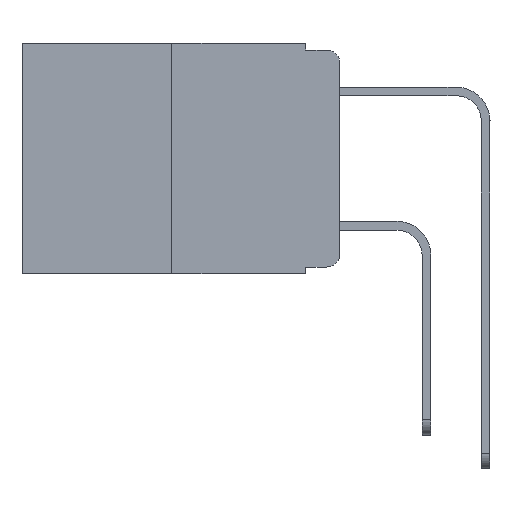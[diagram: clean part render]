
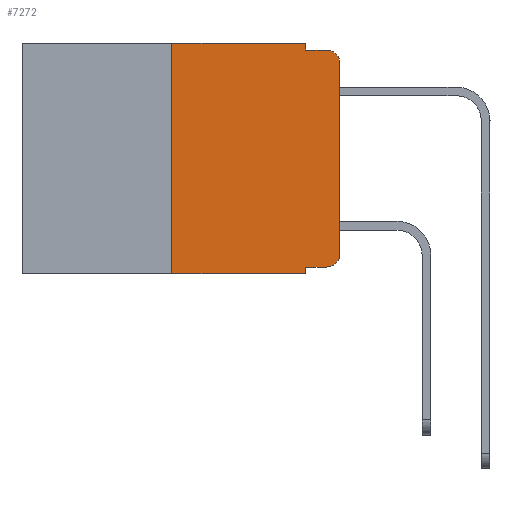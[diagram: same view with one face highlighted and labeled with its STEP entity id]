
A CAD part, left-side view. The second image highlights one B-rep face of the part: STEP entity #7272.
In plain terms, the highlighted planar face has unit normal (-1, 0, 0).
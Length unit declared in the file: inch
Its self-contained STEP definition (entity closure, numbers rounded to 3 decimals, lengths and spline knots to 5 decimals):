
#917 = CARTESIAN_POINT ( 'NONE',  ( 0., 0.02, -0.01 ) ) ;
#1293 = CIRCLE ( 'NONE', #20633, 0.02 ) ;
#1370 = VECTOR ( 'NONE', #24824, 39.37008 ) ;
#1588 = EDGE_CURVE ( 'NONE', #9878, #5839, #15985, .T. ) ;
#1688 = ORIENTED_EDGE ( 'NONE', *, *, #7872, .F. ) ;
#1942 = EDGE_CURVE ( 'NONE', #8884, #18675, #3248, .T. ) ;
#2714 = DIRECTION ( 'NONE',  ( 0., -1., 0. ) ) ;
#3248 = LINE ( 'NONE', #19449, #23424 ) ;
#3545 = AXIS2_PLACEMENT_3D ( 'NONE', #17595, #5827, #19528 ) ;
#4671 = ORIENTED_EDGE ( 'NONE', *, *, #9595, .F. ) ;
#4846 = CARTESIAN_POINT ( 'NONE',  ( 0., 0.051, 0. ) ) ;
#4862 = CARTESIAN_POINT ( 'NONE',  ( 0., 0.051, 0. ) ) ;
#5027 = CARTESIAN_POINT ( 'NONE',  ( 0., 0.051, -0.343 ) ) ;
#5111 = EDGE_LOOP ( 'NONE', ( #19308, #13750, #10512, #1688, #4671, #20669, #8990, #7870, #9984, #6383 ) ) ;
#5428 = CARTESIAN_POINT ( 'NONE',  ( 0., 0.473, -0.343 ) ) ;
#5827 = DIRECTION ( 'NONE',  ( -1., 0., 0. ) ) ;
#5839 = VERTEX_POINT ( 'NONE', #5027 ) ;
#6329 = CARTESIAN_POINT ( 'NONE',  ( 0., 0.02, -0.313 ) ) ;
#6383 = ORIENTED_EDGE ( 'NONE', *, *, #24827, .T. ) ;
#6403 = CIRCLE ( 'NONE', #3545, 0.02 ) ;
#6757 = LINE ( 'NONE', #5428, #1370 ) ;
#6862 = DIRECTION ( 'NONE',  ( 0., 0., 1. ) ) ;
#7017 = EDGE_CURVE ( 'NONE', #21137, #23222, #14025, .T. ) ;
#7272 = ADVANCED_FACE ( 'NONE', ( #7853 ), #7498, .F. ) ;
#7403 = DIRECTION ( 'NONE',  ( 0., 0., -1. ) ) ;
#7454 = VECTOR ( 'NONE', #22298, 39.37008 ) ;
#7482 = AXIS2_PLACEMENT_3D ( 'NONE', #21115, #23012, #11479 ) ;
#7498 = PLANE ( 'NONE',  #7482 ) ;
#7853 = FACE_OUTER_BOUND ( 'NONE', #5111, .T. ) ;
#7870 = ORIENTED_EDGE ( 'NONE', *, *, #1588, .F. ) ;
#7872 = EDGE_CURVE ( 'NONE', #21764, #14788, #10005, .T. ) ;
#8080 = LINE ( 'NONE', #20689, #22334 ) ;
#8343 = DIRECTION ( 'NONE',  ( 0., 0., -1. ) ) ;
#8759 = CARTESIAN_POINT ( 'NONE',  ( 0., 0.051, -0.333 ) ) ;
#8804 = CARTESIAN_POINT ( 'NONE',  ( 0., 0.25, -0.343 ) ) ;
#8858 = EDGE_CURVE ( 'NONE', #9878, #18512, #12679, .T. ) ;
#8884 = VERTEX_POINT ( 'NONE', #10736 ) ;
#8990 = ORIENTED_EDGE ( 'NONE', *, *, #20677, .T. ) ;
#9573 = VERTEX_POINT ( 'NONE', #917 ) ;
#9595 = EDGE_CURVE ( 'NONE', #23222, #21764, #8080, .T. ) ;
#9878 = VERTEX_POINT ( 'NONE', #13874 ) ;
#9984 = ORIENTED_EDGE ( 'NONE', *, *, #8858, .T. ) ;
#10005 = LINE ( 'NONE', #21026, #10604 ) ;
#10512 = ORIENTED_EDGE ( 'NONE', *, *, #14450, .F. ) ;
#10604 = VECTOR ( 'NONE', #7403, 39.37008 ) ;
#10736 = CARTESIAN_POINT ( 'NONE',  ( 0., 0., -0.313 ) ) ;
#10777 = VECTOR ( 'NONE', #24838, 39.37008 ) ;
#11016 = CARTESIAN_POINT ( 'NONE',  ( 0., 0.051, -0.01 ) ) ;
#11479 = DIRECTION ( 'NONE',  ( 0., 0., -1. ) ) ;
#12305 = CARTESIAN_POINT ( 'NONE',  ( 0., 0., -0.03 ) ) ;
#12660 = CARTESIAN_POINT ( 'NONE',  ( 0., 0.25, 0. ) ) ;
#12679 = LINE ( 'NONE', #8759, #7454 ) ;
#12742 = DIRECTION ( 'NONE',  ( 0., -1., 0. ) ) ;
#13409 = VECTOR ( 'NONE', #22269, 39.37008 ) ;
#13750 = ORIENTED_EDGE ( 'NONE', *, *, #24690, .T. ) ;
#13874 = CARTESIAN_POINT ( 'NONE',  ( 0., 0.051, -0.333 ) ) ;
#14025 = LINE ( 'NONE', #12660, #13409 ) ;
#14450 = EDGE_CURVE ( 'NONE', #14788, #9573, #14696, .T. ) ;
#14588 = CARTESIAN_POINT ( 'NONE',  ( 0., 0.25, 0. ) ) ;
#14696 = LINE ( 'NONE', #20445, #19262 ) ;
#14788 = VERTEX_POINT ( 'NONE', #11016 ) ;
#15985 = LINE ( 'NONE', #4862, #10777 ) ;
#17595 = CARTESIAN_POINT ( 'NONE',  ( 0., 0.02, -0.03 ) ) ;
#18512 = VERTEX_POINT ( 'NONE', #21438 ) ;
#18675 = VERTEX_POINT ( 'NONE', #12305 ) ;
#19262 = VECTOR ( 'NONE', #2714, 39.37008 ) ;
#19308 = ORIENTED_EDGE ( 'NONE', *, *, #1942, .T. ) ;
#19449 = CARTESIAN_POINT ( 'NONE',  ( 0., 0., 0. ) ) ;
#19528 = DIRECTION ( 'NONE',  ( 0., 0., -1. ) ) ;
#20007 = DIRECTION ( 'NONE',  ( -1., 0., 0. ) ) ;
#20445 = CARTESIAN_POINT ( 'NONE',  ( 0., 0.051, -0.01 ) ) ;
#20633 = AXIS2_PLACEMENT_3D ( 'NONE', #6329, #20007, #8343 ) ;
#20669 = ORIENTED_EDGE ( 'NONE', *, *, #7017, .F. ) ;
#20677 = EDGE_CURVE ( 'NONE', #21137, #5839, #6757, .T. ) ;
#20689 = CARTESIAN_POINT ( 'NONE',  ( 0., 0.473, 0. ) ) ;
#21026 = CARTESIAN_POINT ( 'NONE',  ( 0., 0.051, 0. ) ) ;
#21115 = CARTESIAN_POINT ( 'NONE',  ( 0., 0.473, 0. ) ) ;
#21137 = VERTEX_POINT ( 'NONE', #8804 ) ;
#21438 = CARTESIAN_POINT ( 'NONE',  ( 0., 0.02, -0.333 ) ) ;
#21764 = VERTEX_POINT ( 'NONE', #4846 ) ;
#22269 = DIRECTION ( 'NONE',  ( 0., 0., 1. ) ) ;
#22298 = DIRECTION ( 'NONE',  ( 0., -1., 0. ) ) ;
#22334 = VECTOR ( 'NONE', #12742, 39.37008 ) ;
#23012 = DIRECTION ( 'NONE',  ( 1., 0., 0. ) ) ;
#23222 = VERTEX_POINT ( 'NONE', #14588 ) ;
#23424 = VECTOR ( 'NONE', #6862, 39.37008 ) ;
#24690 = EDGE_CURVE ( 'NONE', #18675, #9573, #6403, .T. ) ;
#24824 = DIRECTION ( 'NONE',  ( 0., -1., 0. ) ) ;
#24827 = EDGE_CURVE ( 'NONE', #18512, #8884, #1293, .T. ) ;
#24838 = DIRECTION ( 'NONE',  ( 0., 0., -1. ) ) ;
